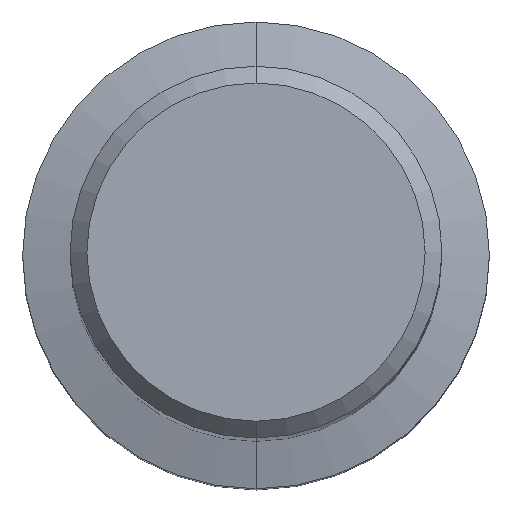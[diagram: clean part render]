
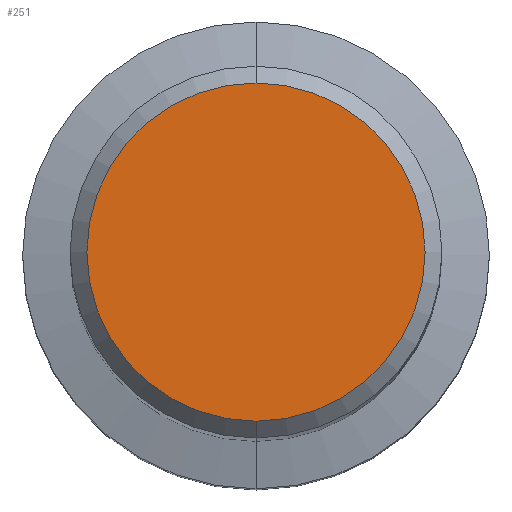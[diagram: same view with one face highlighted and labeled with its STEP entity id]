
A CAD part, top view. The second image highlights one B-rep face of the part: STEP entity #251.
In plain terms, the highlighted planar face has unit normal (0, 0, 1).
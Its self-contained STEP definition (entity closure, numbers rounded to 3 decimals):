
#251=ADVANCED_FACE('',(#471),#472,.T.);
#269=EDGE_CURVE('',#275,#281,#492,.T.);
#273=EDGE_CURVE('',#281,#275,#496,.T.);
#275=VERTEX_POINT('',#498);
#281=VERTEX_POINT('',#504);
#471=FACE_OUTER_BOUND('',#724,.T.);
#472=PLANE('',#725);
#492=CIRCLE('',#750,8.05);
#496=CIRCLE('',#757,8.05);
#498=CARTESIAN_POINT('',(0.,-8.05,0.0));
#504=CARTESIAN_POINT('',(0.0,8.05,0.0));
#724=EDGE_LOOP('',(#1011,#1012));
#725=AXIS2_PLACEMENT_3D('',#1013,#1014,#1015);
#750=AXIS2_PLACEMENT_3D('',#1035,#1036,#1037);
#757=AXIS2_PLACEMENT_3D('',#1039,#1040,#1041);
#1011=ORIENTED_EDGE('',*,*,#273,.F.);
#1012=ORIENTED_EDGE('',*,*,#269,.F.);
#1013=CARTESIAN_POINT('',(0.0,4.025,0.0));
#1014=DIRECTION('',(-0.0,0.0,1.0));
#1015=DIRECTION('',(0.0,-1.0,0.0));
#1035=CARTESIAN_POINT('',(0.0,0.0,0.0));
#1036=DIRECTION('',(0.0,0.0,-1.0));
#1037=DIRECTION('',(0.0,1.0,0.0));
#1039=CARTESIAN_POINT('',(0.0,0.0,0.0));
#1040=DIRECTION('',(0.0,0.0,-1.0));
#1041=DIRECTION('',(0.0,1.0,0.0));
